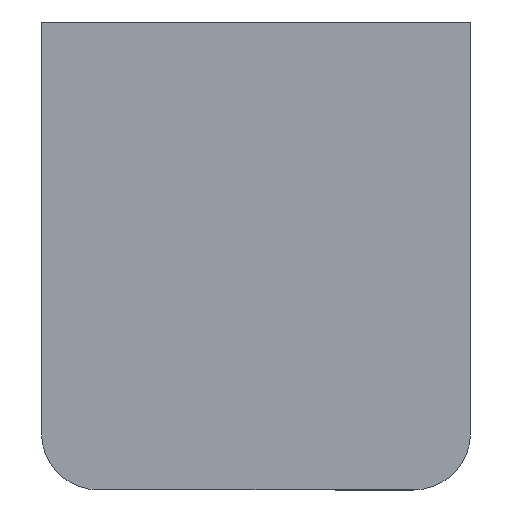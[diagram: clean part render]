
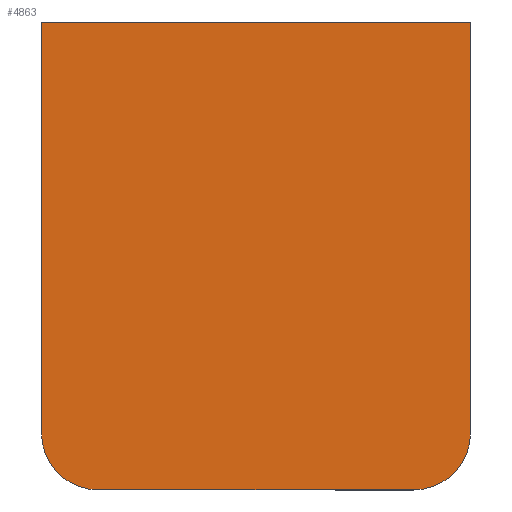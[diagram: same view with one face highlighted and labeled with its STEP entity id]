
A CAD part, left-side view. The second image highlights one B-rep face of the part: STEP entity #4863.
In plain terms, the highlighted face is planar.
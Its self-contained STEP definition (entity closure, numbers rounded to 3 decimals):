
#262 = ORIENTED_EDGE ( 'NONE', *, *, #2176, .F. ) ;
#318 = DIRECTION ( 'NONE',  ( 0., 0., 1. ) ) ;
#395 = CARTESIAN_POINT ( 'NONE',  ( -22.5, 1.35, 6. ) ) ;
#473 = CARTESIAN_POINT ( 'NONE',  ( 22.5, 1.35, 49.077 ) ) ;
#1085 = ORIENTED_EDGE ( 'NONE', *, *, #8260, .F. ) ;
#1197 = VECTOR ( 'NONE', #4681, 1000. ) ;
#1249 = CIRCLE ( 'NONE', #7873, 6. ) ;
#1311 = EDGE_CURVE ( 'NONE', #5657, #2557, #1774, .T. ) ;
#1386 = VECTOR ( 'NONE', #5982, 1000. ) ;
#1439 = VERTEX_POINT ( 'NONE', #9382 ) ;
#1518 = DIRECTION ( 'NONE',  ( 0., 1., 0. ) ) ;
#1719 = CARTESIAN_POINT ( 'NONE',  ( -16.5, 1.35, 6. ) ) ;
#1747 = LINE ( 'NONE', #395, #1197 ) ;
#1774 = LINE ( 'NONE', #5489, #8442 ) ;
#1841 = DIRECTION ( 'NONE',  ( 0., 0., -1. ) ) ;
#2176 = EDGE_CURVE ( 'NONE', #5657, #3159, #6906, .T. ) ;
#2233 = CARTESIAN_POINT ( 'NONE',  ( 16.5, 1.35, 6. ) ) ;
#2350 = PLANE ( 'NONE',  #7112 ) ;
#2469 = CARTESIAN_POINT ( 'NONE',  ( 16.5, 1.35, 0. ) ) ;
#2557 = VERTEX_POINT ( 'NONE', #8000 ) ;
#2759 = AXIS2_PLACEMENT_3D ( 'NONE', #5231, #1518, #2959 ) ;
#2959 = DIRECTION ( 'NONE',  ( 0., 0., 1. ) ) ;
#3000 = DIRECTION ( 'NONE',  ( 0., 1., 0. ) ) ;
#3159 = VERTEX_POINT ( 'NONE', #3902 ) ;
#3719 = EDGE_LOOP ( 'NONE', ( #262, #8193, #8445, #5615, #7663, #1085 ) ) ;
#3801 = EDGE_CURVE ( 'NONE', #8837, #7500, #6770, .T. ) ;
#3902 = CARTESIAN_POINT ( 'NONE',  ( 22.5, 1.35, 6. ) ) ;
#4681 = DIRECTION ( 'NONE',  ( 0., 0., 1. ) ) ;
#4747 = DIRECTION ( 'NONE',  ( 0., 1., 0. ) ) ;
#4863 = ADVANCED_FACE ( 'NONE', ( #6924 ), #2350, .F. ) ;
#5163 = VECTOR ( 'NONE', #1841, 1000. ) ;
#5231 = CARTESIAN_POINT ( 'NONE',  ( -16.5, 1.35, 6. ) ) ;
#5489 = CARTESIAN_POINT ( 'NONE',  ( 22.5, 1.35, 49.077 ) ) ;
#5615 = ORIENTED_EDGE ( 'NONE', *, *, #7044, .F. ) ;
#5657 = VERTEX_POINT ( 'NONE', #473 ) ;
#5690 = CIRCLE ( 'NONE', #2759, 6. ) ;
#5982 = DIRECTION ( 'NONE',  ( -1., 0., 0. ) ) ;
#6229 = CARTESIAN_POINT ( 'NONE',  ( 22.5, 1.35, 6. ) ) ;
#6770 = LINE ( 'NONE', #6968, #1386 ) ;
#6773 = DIRECTION ( 'NONE',  ( 0., 0., -1. ) ) ;
#6906 = LINE ( 'NONE', #6229, #5163 ) ;
#6924 = FACE_OUTER_BOUND ( 'NONE', #3719, .T. ) ;
#6968 = CARTESIAN_POINT ( 'NONE',  ( -16.5, 1.35, 0. ) ) ;
#7044 = EDGE_CURVE ( 'NONE', #7500, #1439, #5690, .T. ) ;
#7112 = AXIS2_PLACEMENT_3D ( 'NONE', #1719, #4747, #318 ) ;
#7500 = VERTEX_POINT ( 'NONE', #8350 ) ;
#7562 = DIRECTION ( 'NONE',  ( -1., 0., 0. ) ) ;
#7663 = ORIENTED_EDGE ( 'NONE', *, *, #3801, .F. ) ;
#7873 = AXIS2_PLACEMENT_3D ( 'NONE', #2233, #3000, #6773 ) ;
#8000 = CARTESIAN_POINT ( 'NONE',  ( -22.5, 1.35, 49.077 ) ) ;
#8193 = ORIENTED_EDGE ( 'NONE', *, *, #1311, .T. ) ;
#8260 = EDGE_CURVE ( 'NONE', #3159, #8837, #1249, .T. ) ;
#8350 = CARTESIAN_POINT ( 'NONE',  ( -16.5, 1.35, 0. ) ) ;
#8442 = VECTOR ( 'NONE', #7562, 1000. ) ;
#8445 = ORIENTED_EDGE ( 'NONE', *, *, #8888, .F. ) ;
#8837 = VERTEX_POINT ( 'NONE', #2469 ) ;
#8888 = EDGE_CURVE ( 'NONE', #1439, #2557, #1747, .T. ) ;
#9382 = CARTESIAN_POINT ( 'NONE',  ( -22.5, 1.35, 6. ) ) ;
